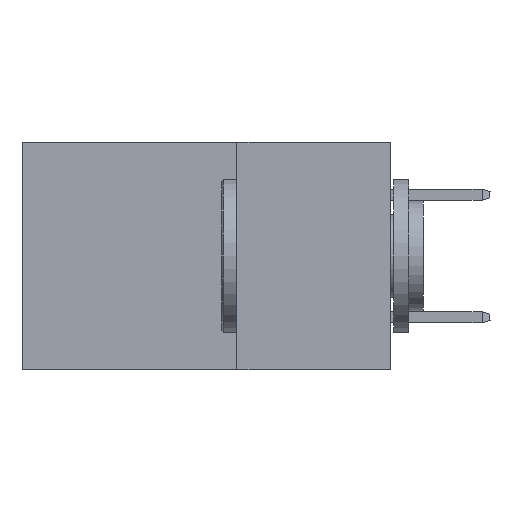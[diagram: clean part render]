
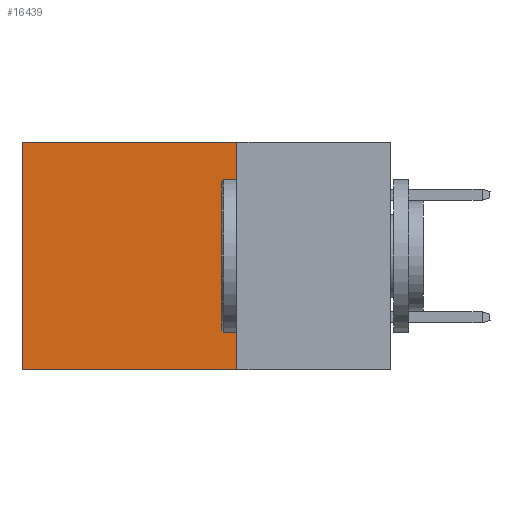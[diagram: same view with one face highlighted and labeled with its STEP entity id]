
A CAD part, left-side view. The second image highlights one B-rep face of the part: STEP entity #16439.
In plain terms, the highlighted planar face has unit normal (-1, 0, 0).
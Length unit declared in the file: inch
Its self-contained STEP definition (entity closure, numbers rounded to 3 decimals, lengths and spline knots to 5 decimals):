
#971 = LINE ( 'NONE', #23450, #17575 ) ;
#1551 = FACE_OUTER_BOUND ( 'NONE', #16595, .T. ) ;
#3188 = CARTESIAN_POINT ( 'NONE',  ( 0.2875, 0.25, 0. ) ) ;
#4840 = DIRECTION ( 'NONE',  ( 0., 1., 0. ) ) ;
#5129 = ORIENTED_EDGE ( 'NONE', *, *, #34658, .F. ) ;
#5918 = DIRECTION ( 'NONE',  ( 0., 0., -1. ) ) ;
#6932 = CARTESIAN_POINT ( 'NONE',  ( 0.2875, 0.6, 0. ) ) ;
#8537 = EDGE_CURVE ( 'NONE', #30250, #38195, #38022, .T. ) ;
#8768 = LINE ( 'NONE', #36284, #27225 ) ;
#9405 = DIRECTION ( 'NONE',  ( 0., 0., -1. ) ) ;
#13111 = VERTEX_POINT ( 'NONE', #25915 ) ;
#13179 = VECTOR ( 'NONE', #9405, 39.37008 ) ;
#16439 = ADVANCED_FACE ( 'NONE', ( #1551 ), #39879, .F. ) ;
#16595 = EDGE_LOOP ( 'NONE', ( #34915, #5129, #33345, #31851 ) ) ;
#17575 = VECTOR ( 'NONE', #4840, 39.37008 ) ;
#18219 = AXIS2_PLACEMENT_3D ( 'NONE', #21398, #24534, #5918 ) ;
#19869 = CARTESIAN_POINT ( 'NONE',  ( 0.2875, 0.6, -0.37 ) ) ;
#21398 = CARTESIAN_POINT ( 'NONE',  ( 0.2875, 0.25, 0. ) ) ;
#21829 = DIRECTION ( 'NONE',  ( 0., 1., 0. ) ) ;
#23450 = CARTESIAN_POINT ( 'NONE',  ( 0.2875, 0.25, -0.37 ) ) ;
#24534 = DIRECTION ( 'NONE',  ( 1., 0., 0. ) ) ;
#24851 = CARTESIAN_POINT ( 'NONE',  ( 0.2875, 0.6, 0. ) ) ;
#25915 = CARTESIAN_POINT ( 'NONE',  ( 0.2875, 0.25, -0.37 ) ) ;
#27225 = VECTOR ( 'NONE', #39376, 39.37008 ) ;
#29842 = VECTOR ( 'NONE', #21829, 39.37008 ) ;
#30250 = VERTEX_POINT ( 'NONE', #37412 ) ;
#31823 = VERTEX_POINT ( 'NONE', #19869 ) ;
#31851 = ORIENTED_EDGE ( 'NONE', *, *, #8537, .T. ) ;
#33345 = ORIENTED_EDGE ( 'NONE', *, *, #36465, .F. ) ;
#34658 = EDGE_CURVE ( 'NONE', #13111, #31823, #971, .T. ) ;
#34915 = ORIENTED_EDGE ( 'NONE', *, *, #36096, .T. ) ;
#36096 = EDGE_CURVE ( 'NONE', #38195, #31823, #39762, .T. ) ;
#36284 = CARTESIAN_POINT ( 'NONE',  ( 0.2875, 0.25, 0. ) ) ;
#36465 = EDGE_CURVE ( 'NONE', #30250, #13111, #8768, .T. ) ;
#37412 = CARTESIAN_POINT ( 'NONE',  ( 0.2875, 0.25, 0. ) ) ;
#38022 = LINE ( 'NONE', #3188, #29842 ) ;
#38195 = VERTEX_POINT ( 'NONE', #6932 ) ;
#39376 = DIRECTION ( 'NONE',  ( 0., 0., -1. ) ) ;
#39762 = LINE ( 'NONE', #24851, #13179 ) ;
#39879 = PLANE ( 'NONE',  #18219 ) ;
